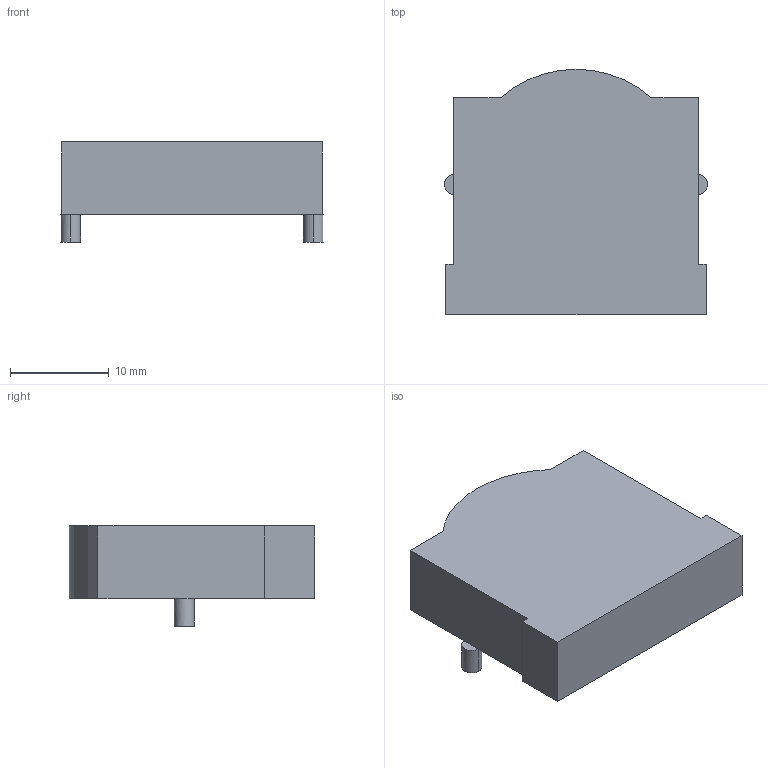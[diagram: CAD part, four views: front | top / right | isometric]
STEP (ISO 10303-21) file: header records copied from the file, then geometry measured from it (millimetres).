
FILE_DESCRIPTION(('FreeCAD Model'),'2;1');
FILE_NAME('BHX2-2032-PC Block Model.step', '2017-09-18T10:18:17',('kicad StepUp'),('ksu MCAD'), 'Open CASCADE STEP processor 6.8','FreeCAD','Unknown');
FILE_SCHEMA(('AUTOMOTIVE_DESIGN_CC2 { 1 2 10303 214 -1 1 5 4 }'));
Length unit declared in the file: millimetre
Products named in the file (1): BHX2-2032-PC_Block_Model
Bounding box: 26.67 x 24.87 x 10.16 mm (x, y, z)
Volume: 4323 mm3; surface area: 1933.8 mm2
Topology: 1 solids, 1 shells, 21 faces, 53 edges, 34 vertices
Faces by surface type: plane 15, cylinder 6
Entity records: 652 total; most frequent: DIRECTION 113, CARTESIAN_POINT 109, ORIENTED_EDGE 106, EDGE_CURVE 53, AXIS2_PLACEMENT_3D 38, LINE 37, VECTOR 37, VERTEX_POINT 34
